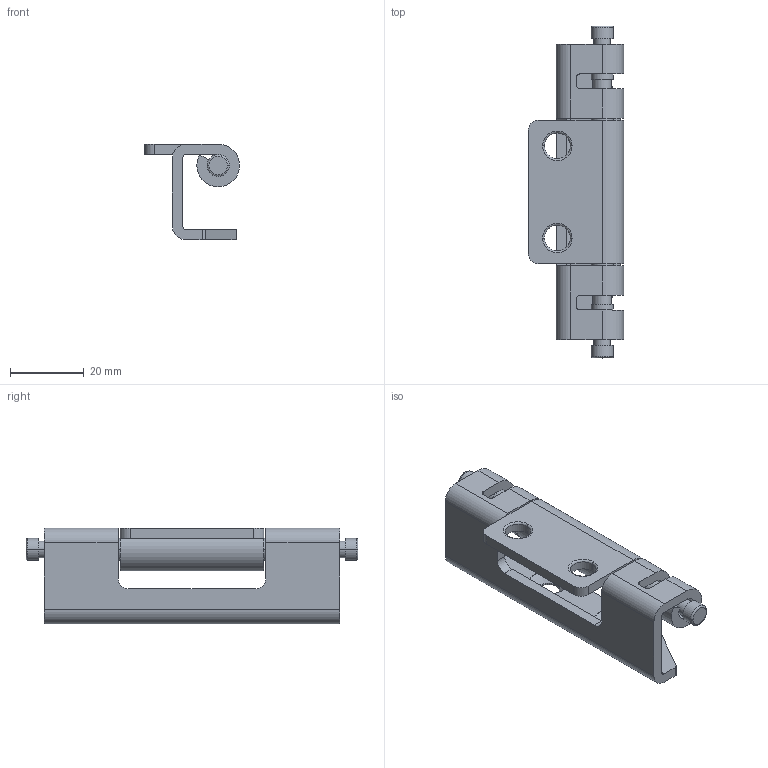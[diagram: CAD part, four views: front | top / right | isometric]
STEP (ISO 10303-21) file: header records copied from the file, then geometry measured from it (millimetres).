
FILE_DESCRIPTION(/* description */ (''),/* implementation_level */ '2;1');
FILE_NAME(/* name */ 'JL138',/* time_stamp */ '2024-10-17T11:15:52+08:00',/* author */ (''),/* organization */ (''),/* preprocessor_version */ 'ST-DEVELOPER v19.2',/* originating_system */ 'Rhino 8.5',/* authorisation */ '');
FILE_SCHEMA (('CONFIG_CONTROL_DESIGN'));
Length unit declared in the file: millimetre
Products named in the file (1): Document
Bounding box: 25.8 x 90 x 26 mm (x, y, z)
Volume: 15629 mm3; surface area: 13546.8 mm2
Topology: 4 solids, 4 shells, 140 faces, 326 edges, 204 vertices
Faces by surface type: cylinder 64, plane 52, bspline 24
Entity records: 4555 total; most frequent: CARTESIAN_POINT 1576, ORIENTED_EDGE 652, DIRECTION 438, EDGE_CURVE 326, AXIS2_PLACEMENT_3D 276, VERTEX_POINT 204, TRIMMED_CURVE 160, CIRCLE 160
